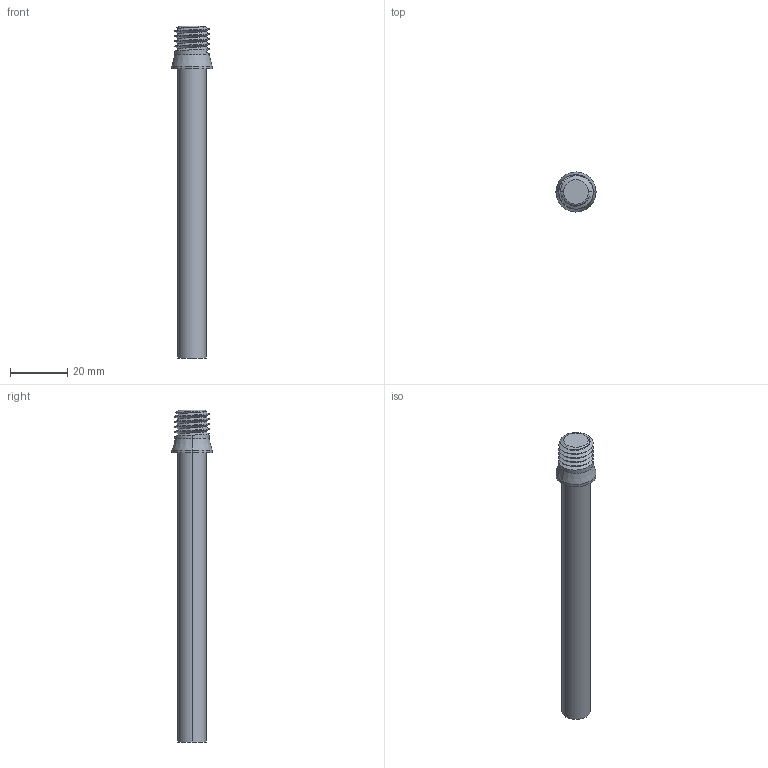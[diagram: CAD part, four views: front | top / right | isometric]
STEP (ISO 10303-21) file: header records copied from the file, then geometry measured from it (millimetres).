
FILE_DESCRIPTION (( 'STEP AP214' ), '1' );
FILE_NAME ('axe_mini_tour.STEP', '2019-04-14T22:00:16', ( '' ), ( '' ), 'SwSTEP 2.0', 'SolidWorks 2015', '' );
FILE_SCHEMA (( 'AUTOMOTIVE_DESIGN' ));
Length unit declared in the file: millimetre
Products named in the file (1): axe_mini_tour
Bounding box: 14 x 14 x 116 mm (x, y, z)
Volume: 9554.5 mm3; surface area: 4175.3 mm2
Topology: 1 solids, 1 shells, 28 faces, 68 edges, 43 vertices
Faces by surface type: cylinder 16, plane 5, cone 4, bspline 3
Entity records: 2066 total; most frequent: CARTESIAN_POINT 1458, ORIENTED_EDGE 136, DIRECTION 105, EDGE_CURVE 68, VERTEX_POINT 43, AXIS2_PLACEMENT_3D 41, EDGE_LOOP 29, FACE_OUTER_BOUND 28
